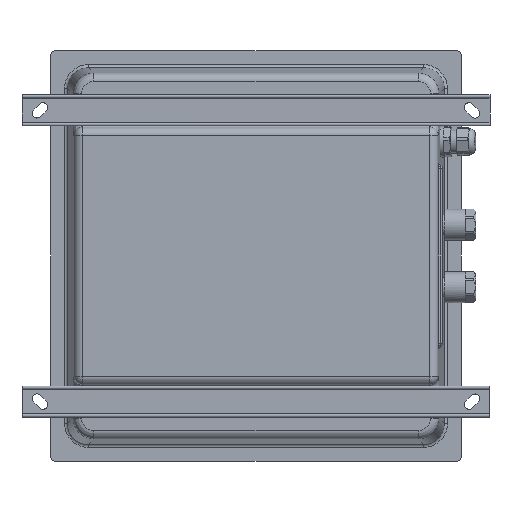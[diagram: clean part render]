
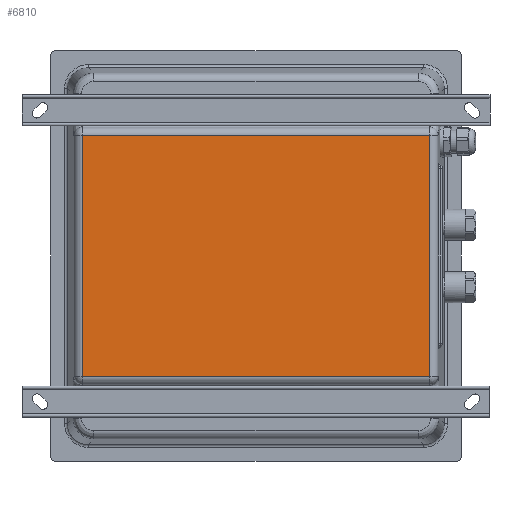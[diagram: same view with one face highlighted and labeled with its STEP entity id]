
A CAD part, front view. The second image highlights one B-rep face of the part: STEP entity #6810.
In plain terms, the highlighted planar face has unit normal (0, -1, 0).
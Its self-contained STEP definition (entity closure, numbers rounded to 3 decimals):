
#23 = ORIENTED_EDGE ( 'NONE', *, *, #352, .T. ) ;
#49 = ORIENTED_EDGE ( 'NONE', *, *, #5886, .T. ) ;
#86 = CARTESIAN_POINT ( 'NONE',  ( 166.912, 0., -115.913 ) ) ;
#187 = VECTOR ( 'NONE', #1262, 1000. ) ;
#194 = CARTESIAN_POINT ( 'NONE',  ( 166.912, 0., 0. ) ) ;
#204 = LINE ( 'NONE', #6035, #187 ) ;
#274 = DIRECTION ( 'NONE',  ( 0., 1., 0. ) ) ;
#352 = EDGE_CURVE ( 'NONE', #3249, #5532, #204, .T. ) ;
#550 = CARTESIAN_POINT ( 'NONE',  ( -166.912, 0., -115.913 ) ) ;
#610 = AXIS2_PLACEMENT_3D ( 'NONE', #6705, #274, #4527 ) ;
#769 = CARTESIAN_POINT ( 'NONE',  ( 166.912, 0., 115.913 ) ) ;
#786 = FACE_OUTER_BOUND ( 'NONE', #1819, .T. ) ;
#887 = CARTESIAN_POINT ( 'NONE',  ( 0., 0., -115.913 ) ) ;
#1262 = DIRECTION ( 'NONE',  ( -1., 0., 0. ) ) ;
#1819 = EDGE_LOOP ( 'NONE', ( #4841, #49, #5103, #23 ) ) ;
#2023 = DIRECTION ( 'NONE',  ( 0., 0., -1. ) ) ;
#2307 = LINE ( 'NONE', #194, #3086 ) ;
#2729 = DIRECTION ( 'NONE',  ( 0., 0., 1. ) ) ;
#2922 = PLANE ( 'NONE',  #610 ) ;
#3020 = DIRECTION ( 'NONE',  ( 1., 0., 0. ) ) ;
#3086 = VECTOR ( 'NONE', #2729, 1000. ) ;
#3119 = EDGE_CURVE ( 'NONE', #3132, #3249, #2307, .T. ) ;
#3132 = VERTEX_POINT ( 'NONE', #86 ) ;
#3249 = VERTEX_POINT ( 'NONE', #769 ) ;
#3387 = EDGE_CURVE ( 'NONE', #5532, #5229, #4755, .T. ) ;
#3767 = CARTESIAN_POINT ( 'NONE',  ( -166.912, 0., 115.913 ) ) ;
#4527 = DIRECTION ( 'NONE',  ( 0., 0., 1. ) ) ;
#4755 = LINE ( 'NONE', #6302, #6073 ) ;
#4841 = ORIENTED_EDGE ( 'NONE', *, *, #3387, .T. ) ;
#5103 = ORIENTED_EDGE ( 'NONE', *, *, #3119, .T. ) ;
#5229 = VERTEX_POINT ( 'NONE', #550 ) ;
#5532 = VERTEX_POINT ( 'NONE', #3767 ) ;
#5662 = LINE ( 'NONE', #887, #6218 ) ;
#5886 = EDGE_CURVE ( 'NONE', #5229, #3132, #5662, .T. ) ;
#6035 = CARTESIAN_POINT ( 'NONE',  ( 0., 0., 115.913 ) ) ;
#6073 = VECTOR ( 'NONE', #2023, 1000. ) ;
#6218 = VECTOR ( 'NONE', #3020, 1000. ) ;
#6302 = CARTESIAN_POINT ( 'NONE',  ( -166.912, 0., 0. ) ) ;
#6705 = CARTESIAN_POINT ( 'NONE',  ( 0., 0., 0. ) ) ;
#6810 = ADVANCED_FACE ( 'NONE', ( #786 ), #2922, .F. ) ;
